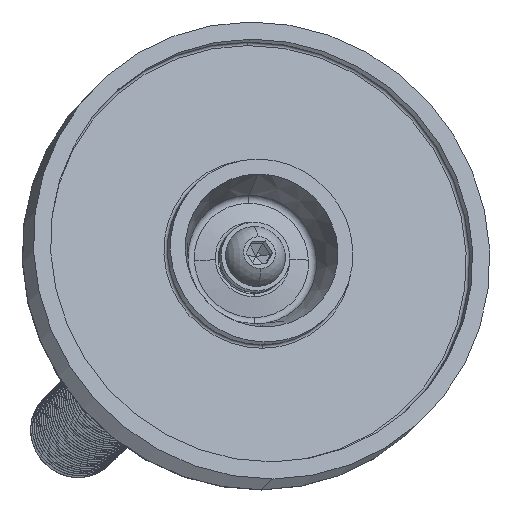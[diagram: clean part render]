
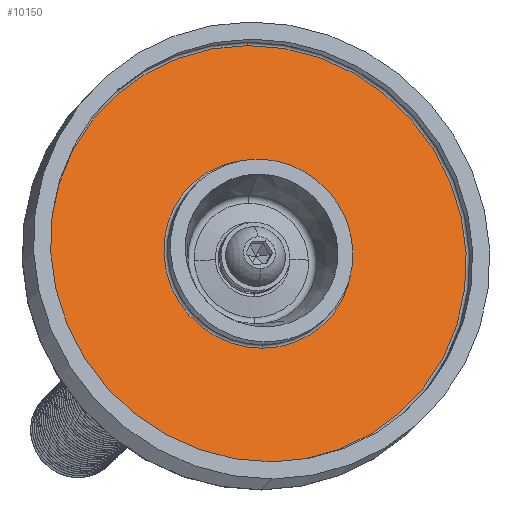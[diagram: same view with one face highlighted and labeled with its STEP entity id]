
A CAD part, front view. The second image highlights one B-rep face of the part: STEP entity #10150.
In plain terms, the highlighted planar face has unit normal (0.206, -0.958, 0.201).
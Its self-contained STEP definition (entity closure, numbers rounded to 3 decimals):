
#1906 = CARTESIAN_POINT ( 'NONE',  ( -29.348, -102.625, -81.151 ) ) ;
#1910 = PLANE ( 'NONE',  #9326 ) ;
#1912 = DIRECTION ( 'NONE',  ( 0.206, -0.958, 0.201 ) ) ;
#1913 = DIRECTION ( 'NONE',  ( 0.049, -0.195, -0.98 ) ) ;
#5377 = DIRECTION ( 'NONE',  ( -0.049, 0.195, 0.98 ) ) ;
#5378 = DIRECTION ( 'NONE',  ( -0.206, 0.958, -0.201 ) ) ;
#5379 = CARTESIAN_POINT ( 'NONE',  ( 6.327, -94.913, -80.914 ) ) ;
#5382 = DIRECTION ( 'NONE',  ( -0.049, 0.195, 0.98 ) ) ;
#5383 = DIRECTION ( 'NONE',  ( -0.206, 0.958, -0.201 ) ) ;
#5384 = CARTESIAN_POINT ( 'NONE',  ( 6.327, -94.913, -80.914 ) ) ;
#5493 = EDGE_CURVE ( 'NONE', #17724, #17622, #12043, .T. ) ;
#5494 = EDGE_CURVE ( 'NONE', #17664, #17659, #12044, .T. ) ;
#7015 = FACE_OUTER_BOUND ( 'NONE', #18412, .T. ) ;
#7022 = FACE_BOUND ( 'NONE', #18390, .T. ) ;
#9258 = CIRCLE ( 'NONE', #9752, 16.5 ) ;
#9269 = CIRCLE ( 'NONE', #9758, 36.5 ) ;
#9326 = AXIS2_PLACEMENT_3D ( 'NONE', #1906, #1912, #1913 ) ;
#9752 = AXIS2_PLACEMENT_3D ( 'NONE', #19766, #19767, #19768 ) ;
#9758 = AXIS2_PLACEMENT_3D ( 'NONE', #19784, #19785, #19786 ) ;
#10150 = ADVANCED_FACE ( 'NONE', ( #7022, #7015 ), #1910, .T. ) ;
#11183 = AXIS2_PLACEMENT_3D ( 'NONE', #5384, #5383, #5382 ) ;
#11185 = AXIS2_PLACEMENT_3D ( 'NONE', #5379, #5378, #5377 ) ;
#12043 = CIRCLE ( 'NONE', #11183, 36.5 ) ;
#12044 = CIRCLE ( 'NONE', #11185, 16.5 ) ;
#13040 = ORIENTED_EDGE ( 'NONE', *, *, #13632, .F. ) ;
#13041 = ORIENTED_EDGE ( 'NONE', *, *, #5493, .F. ) ;
#13042 = ORIENTED_EDGE ( 'NONE', *, *, #13626, .T. ) ;
#13043 = ORIENTED_EDGE ( 'NONE', *, *, #5494, .T. ) ;
#13626 = EDGE_CURVE ( 'NONE', #17659, #17664, #9258, .T. ) ;
#13632 = EDGE_CURVE ( 'NONE', #17622, #17724, #9269, .T. ) ;
#16954 = CARTESIAN_POINT ( 'NONE',  ( 8.106, -102.043, -116.667 ) ) ;
#16988 = CARTESIAN_POINT ( 'NONE',  ( 7.131, -98.136, -97.076 ) ) ;
#16993 = CARTESIAN_POINT ( 'NONE',  ( 5.523, -91.69, -64.752 ) ) ;
#17048 = CARTESIAN_POINT ( 'NONE',  ( 4.549, -87.784, -45.162 ) ) ;
#17622 = VERTEX_POINT ( 'NONE', #16954 ) ;
#17659 = VERTEX_POINT ( 'NONE', #16988 ) ;
#17664 = VERTEX_POINT ( 'NONE', #16993 ) ;
#17724 = VERTEX_POINT ( 'NONE', #17048 ) ;
#18390 = EDGE_LOOP ( 'NONE', ( #13043, #13042 ) ) ;
#18412 = EDGE_LOOP ( 'NONE', ( #13041, #13040 ) ) ;
#19766 = CARTESIAN_POINT ( 'NONE',  ( 6.327, -94.913, -80.914 ) ) ;
#19767 = DIRECTION ( 'NONE',  ( -0.206, 0.958, -0.201 ) ) ;
#19768 = DIRECTION ( 'NONE',  ( -0.049, 0.195, 0.98 ) ) ;
#19784 = CARTESIAN_POINT ( 'NONE',  ( 6.327, -94.913, -80.914 ) ) ;
#19785 = DIRECTION ( 'NONE',  ( -0.206, 0.958, -0.201 ) ) ;
#19786 = DIRECTION ( 'NONE',  ( -0.049, 0.195, 0.98 ) ) ;
